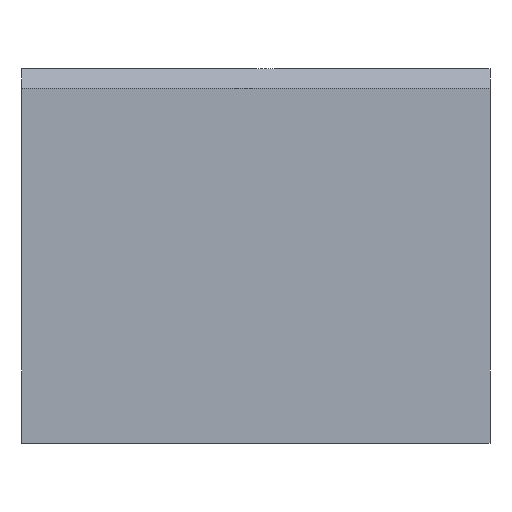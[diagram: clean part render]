
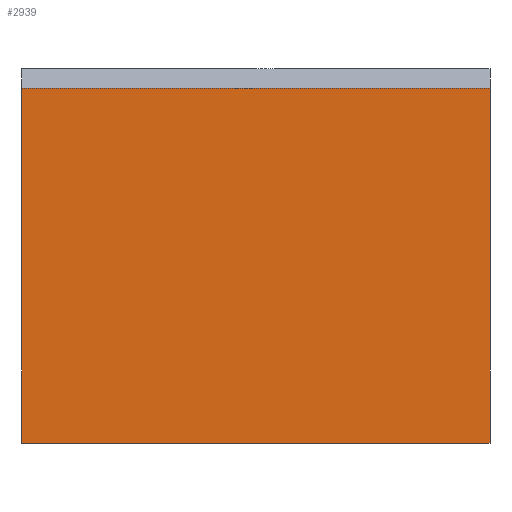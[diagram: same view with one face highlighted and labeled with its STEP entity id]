
A CAD part, left-side view. The second image highlights one B-rep face of the part: STEP entity #2939.
In plain terms, the highlighted planar face has unit normal (-1, 0, 0).
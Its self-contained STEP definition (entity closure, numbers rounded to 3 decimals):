
#88 = CARTESIAN_POINT ( 'NONE',  ( -20., 20., 30.34 ) ) ;
#125 = LINE ( 'NONE', #1662, #481 ) ;
#481 = VECTOR ( 'NONE', #1288, 1000. ) ;
#534 = ORIENTED_EDGE ( 'NONE', *, *, #1679, .T. ) ;
#674 = PLANE ( 'NONE',  #4353 ) ;
#747 = CARTESIAN_POINT ( 'NONE',  ( -20., -20., 0. ) ) ;
#1066 = VERTEX_POINT ( 'NONE', #88 ) ;
#1288 = DIRECTION ( 'NONE',  ( 0., 0., -1. ) ) ;
#1536 = CARTESIAN_POINT ( 'NONE',  ( -20., 20., 30.34 ) ) ;
#1662 = CARTESIAN_POINT ( 'NONE',  ( -20., -20., 30.34 ) ) ;
#1679 = EDGE_CURVE ( 'NONE', #3878, #4966, #2926, .T. ) ;
#1864 = DIRECTION ( 'NONE',  ( 0., -1., 0. ) ) ;
#2425 = CARTESIAN_POINT ( 'NONE',  ( -20., 20., 0. ) ) ;
#2484 = VECTOR ( 'NONE', #3967, 1000. ) ;
#2580 = VECTOR ( 'NONE', #2947, 1000. ) ;
#2694 = DIRECTION ( 'NONE',  ( 0., 0., 1. ) ) ;
#2926 = LINE ( 'NONE', #2425, #2484 ) ;
#2939 = ADVANCED_FACE ( 'NONE', ( #3501 ), #674, .T. ) ;
#2947 = DIRECTION ( 'NONE',  ( 0., 0., -1. ) ) ;
#3000 = VERTEX_POINT ( 'NONE', #4696 ) ;
#3074 = EDGE_CURVE ( 'NONE', #3000, #4966, #125, .T. ) ;
#3335 = DIRECTION ( 'NONE',  ( -1., 0., 0. ) ) ;
#3442 = LINE ( 'NONE', #4636, #4189 ) ;
#3501 = FACE_OUTER_BOUND ( 'NONE', #4553, .T. ) ;
#3692 = ORIENTED_EDGE ( 'NONE', *, *, #4107, .T. ) ;
#3878 = VERTEX_POINT ( 'NONE', #3909 ) ;
#3909 = CARTESIAN_POINT ( 'NONE',  ( -20., 20., 0. ) ) ;
#3967 = DIRECTION ( 'NONE',  ( 0., -1., 0. ) ) ;
#4087 = LINE ( 'NONE', #4155, #2580 ) ;
#4107 = EDGE_CURVE ( 'NONE', #1066, #3878, #4087, .T. ) ;
#4155 = CARTESIAN_POINT ( 'NONE',  ( -20., 20., 30.34 ) ) ;
#4189 = VECTOR ( 'NONE', #1864, 1000. ) ;
#4351 = ORIENTED_EDGE ( 'NONE', *, *, #3074, .F. ) ;
#4353 = AXIS2_PLACEMENT_3D ( 'NONE', #1536, #3335, #2694 ) ;
#4553 = EDGE_LOOP ( 'NONE', ( #4906, #3692, #534, #4351 ) ) ;
#4565 = EDGE_CURVE ( 'NONE', #1066, #3000, #3442, .T. ) ;
#4636 = CARTESIAN_POINT ( 'NONE',  ( -20., 20., 30.34 ) ) ;
#4696 = CARTESIAN_POINT ( 'NONE',  ( -20., -20., 30.34 ) ) ;
#4906 = ORIENTED_EDGE ( 'NONE', *, *, #4565, .F. ) ;
#4966 = VERTEX_POINT ( 'NONE', #747 ) ;
